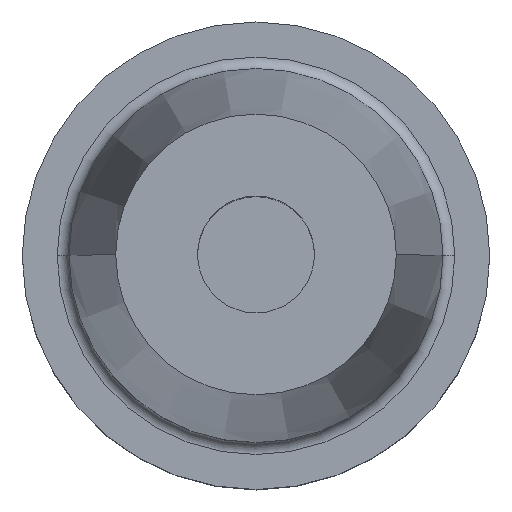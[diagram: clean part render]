
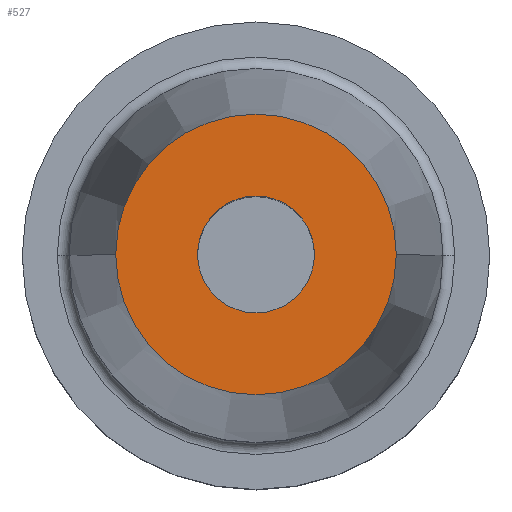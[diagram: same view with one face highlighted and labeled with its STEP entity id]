
A CAD part, top view. The second image highlights one B-rep face of the part: STEP entity #527.
In plain terms, the highlighted planar face has unit normal (0, 0, 1).
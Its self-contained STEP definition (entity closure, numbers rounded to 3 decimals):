
#20 = FACE_OUTER_BOUND ( 'NONE', #897, .T. ) ;
#23 = VERTEX_POINT ( 'NONE', #1089 ) ;
#24 = CARTESIAN_POINT ( 'NONE',  ( 0., 0., 85. ) ) ;
#92 = CIRCLE ( 'NONE', #1107, 12. ) ;
#97 = DIRECTION ( 'NONE',  ( 0., 0., 1. ) ) ;
#126 = ORIENTED_EDGE ( 'NONE', *, *, #713, .F. ) ;
#160 = VERTEX_POINT ( 'NONE', #862 ) ;
#208 = CARTESIAN_POINT ( 'NONE',  ( -5., 0., 85. ) ) ;
#244 = FACE_BOUND ( 'NONE', #261, .T. ) ;
#261 = EDGE_LOOP ( 'NONE', ( #739, #1029 ) ) ;
#359 = CARTESIAN_POINT ( 'NONE',  ( 0., 0., 85. ) ) ;
#384 = CIRCLE ( 'NONE', #1045, 5. ) ;
#409 = DIRECTION ( 'NONE',  ( 0., 0., -1. ) ) ;
#437 = CARTESIAN_POINT ( 'NONE',  ( 5., 0., 85. ) ) ;
#479 = DIRECTION ( 'NONE',  ( -1., 0., 0. ) ) ;
#487 = VERTEX_POINT ( 'NONE', #208 ) ;
#488 = CIRCLE ( 'NONE', #1000, 12. ) ;
#527 = ADVANCED_FACE ( 'NONE', ( #244, #20 ), #628, .F. ) ;
#619 = EDGE_CURVE ( 'NONE', #1235, #487, #667, .T. ) ;
#628 = PLANE ( 'NONE',  #743 ) ;
#664 = CARTESIAN_POINT ( 'NONE',  ( 0., 0., 85. ) ) ;
#667 = CIRCLE ( 'NONE', #1216, 5. ) ;
#672 = DIRECTION ( 'NONE',  ( 0., 0., -1. ) ) ;
#676 = DIRECTION ( 'NONE',  ( -1., 0., 0. ) ) ;
#703 = EDGE_CURVE ( 'NONE', #487, #1235, #384, .T. ) ;
#706 = DIRECTION ( 'NONE',  ( -1., 0., 0. ) ) ;
#713 = EDGE_CURVE ( 'NONE', #160, #23, #92, .T. ) ;
#739 = ORIENTED_EDGE ( 'NONE', *, *, #619, .F. ) ;
#743 = AXIS2_PLACEMENT_3D ( 'NONE', #359, #757, #479 ) ;
#757 = DIRECTION ( 'NONE',  ( 0., 0., -1. ) ) ;
#862 = CARTESIAN_POINT ( 'NONE',  ( -12., 0., 85. ) ) ;
#897 = EDGE_LOOP ( 'NONE', ( #126, #1213 ) ) ;
#961 = CARTESIAN_POINT ( 'NONE',  ( 0., 0., 85. ) ) ;
#1000 = AXIS2_PLACEMENT_3D ( 'NONE', #24, #409, #706 ) ;
#1029 = ORIENTED_EDGE ( 'NONE', *, *, #703, .F. ) ;
#1035 = DIRECTION ( 'NONE',  ( 0., 0., 1. ) ) ;
#1038 = DIRECTION ( 'NONE',  ( 1., 0., 0. ) ) ;
#1045 = AXIS2_PLACEMENT_3D ( 'NONE', #961, #1035, #1038 ) ;
#1087 = EDGE_CURVE ( 'NONE', #23, #160, #488, .T. ) ;
#1089 = CARTESIAN_POINT ( 'NONE',  ( 12., 0., 85. ) ) ;
#1107 = AXIS2_PLACEMENT_3D ( 'NONE', #664, #672, #676 ) ;
#1147 = DIRECTION ( 'NONE',  ( 1., 0., 0. ) ) ;
#1213 = ORIENTED_EDGE ( 'NONE', *, *, #1087, .F. ) ;
#1216 = AXIS2_PLACEMENT_3D ( 'NONE', #1264, #97, #1147 ) ;
#1235 = VERTEX_POINT ( 'NONE', #437 ) ;
#1264 = CARTESIAN_POINT ( 'NONE',  ( 0., 0., 85. ) ) ;
